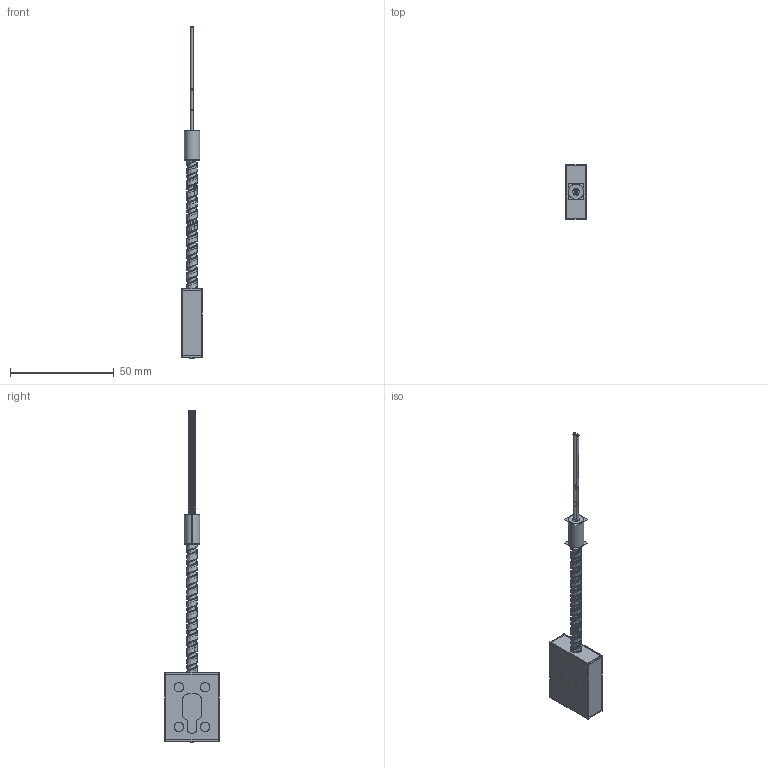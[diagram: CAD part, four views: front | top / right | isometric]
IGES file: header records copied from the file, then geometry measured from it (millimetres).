
Start section:  PTC IGES file: 193338.igs
Global section: file name: 193338.igs; native system: Creo Parametric by Parametric Technology Corporation; preprocessor: 2013230; author: pdmadmin; organization: Unknown; date: 20160217.160337; units: millimetre
Bounding box: 9.91 x 26.42 x 160.31 mm (x, y, z)
Volume: 6776.9 mm3; surface area: 34902.6 mm2
Topology: 7 solids, 9 shells, 300 faces, 1422 edges, 1770 vertices
Faces by surface type: bspline 190, revolution 110
